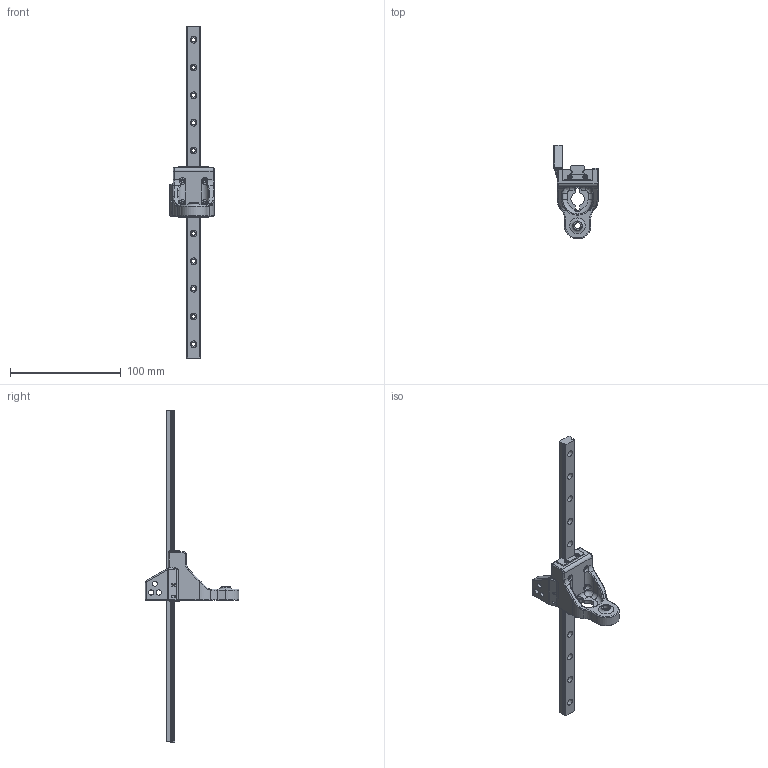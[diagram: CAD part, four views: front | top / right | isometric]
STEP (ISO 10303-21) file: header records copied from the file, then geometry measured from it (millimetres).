
FILE_DESCRIPTION(/* description */ (''),/* implementation_level */ '2;1');
FILE_NAME(/* name */ 'MGN12H_rear_z.step',/* time_stamp */ '2022-11-30T00:49:50+01:00',/* author */ (''),/* organization */ (''),/* preprocessor_version */ 'ST-DEVELOPER v19.2',/* originating_system */ 'Autodesk Translation Framework v11.17.0.187',/* authorisation */ '');
FILE_SCHEMA (('AUTOMOTIVE_DESIGN { 1 0 10303 214 3 1 1 }'));
Length unit declared in the file: millimetre
Products named in the file (13): MGN12H_rear_Z; MGN12 rail; MGN12H; PRODUCT_NAME_1; PRODUCT_NAME_6; PRODUCT_NAME_5; PRODUCT_NAME_7; PRODUCT_NAME_4; PRODUCT_NAME_8; PRODUCT_NAME_3; PRODUCT_NAME_2; PRODUCT_NAME_9; Z_Carriage_Rear_3-hole (Generic)
Assembly tree (12 placements, depth 4):
  MGN12H_rear_Z
    MGN12 rail
      MGN12H
        PRODUCT_NAME_1
        PRODUCT_NAME_6
        PRODUCT_NAME_5
        PRODUCT_NAME_7
        PRODUCT_NAME_4
        PRODUCT_NAME_8
        PRODUCT_NAME_3
        PRODUCT_NAME_2
        PRODUCT_NAME_9
    Z_Carriage_Rear_3-hole (Generic)
Bounding box: 40.1 x 84.9 x 300 mm (x, y, z)
Volume: 62724.1 mm3; surface area: 32894.5 mm2
Topology: 11 solids, 11 shells, 567 faces, 1449 edges, 928 vertices
Faces by surface type: plane 298, cylinder 198, cone 30, bspline 20, torus 13, sphere 8
Full cylindrical faces by diameter (mm): 2.459 x8, 3.5 x12, 3.6 x4, 4.2 x8, 4.7 x3, 5.4 x1, 6 x16
Entity records: 18174 total; most frequent: CARTESIAN_POINT 3608, DIRECTION 3077, ORIENTED_EDGE 2888, EDGE_CURVE 1444, AXIS2_PLACEMENT_3D 1093, VERTEX_POINT 928, LINE 891, VECTOR 891
